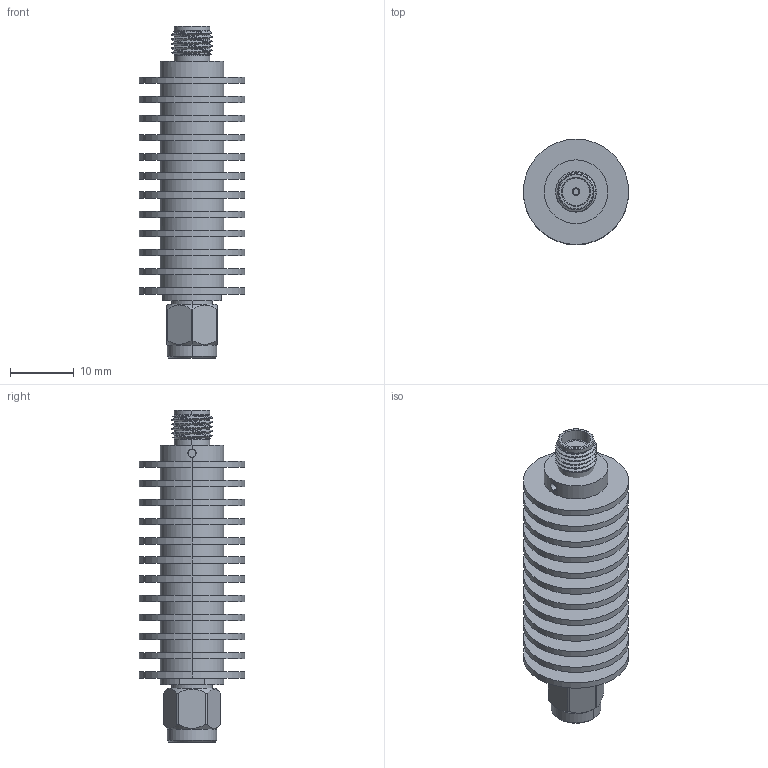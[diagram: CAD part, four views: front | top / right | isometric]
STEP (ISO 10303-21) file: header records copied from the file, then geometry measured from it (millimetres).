
FILE_DESCRIPTION (( 'STEP AP214' ), '1' );
FILE_NAME ('FMAT7486-3_3D.step', '2024-01-26T19:22:44', ( '' ), ( '' ), 'SwSTEP 2.0', 'SolidWorks 2022', '' );
FILE_SCHEMA (( 'AUTOMOTIVE_DESIGN' ));
Length unit declared in the file: inch
Products named in the file (5): FMAT7486-3_3D; Copy (2) of ^FMAT7486-3; Copy of FMAT7486_MA1_Center Rod^FMAT7486-3; Copy (4) of ^FMAT7486-3; Copy (3) of ^FMAT7486-3
Assembly tree (15 placements, depth 2):
  FMAT7486-3_3D
    Copy (4) of ^FMAT7486-3
    Copy (3) of ^FMAT7486-3
    Copy (2) of ^FMAT7486-3  x12
    Copy of FMAT7486_MA1_Center Rod^FMAT7486-3
Bounding box: 16.5 x 16.5 x 52 mm (x, y, z)
Volume: 5352 mm3; surface area: 7100.4 mm2
Topology: 18 solids, 18 shells, 356 faces, 852 edges, 550 vertices
Faces by surface type: cylinder 171, plane 132, cone 43, bspline 6, torus 4
Entity records: 12121 total; most frequent: CARTESIAN_POINT 4950, DIRECTION 1456, ORIENTED_EDGE 1440, EDGE_CURVE 720, AXIS2_PLACEMENT_3D 550, VERTEX_POINT 462, VECTOR 356, LINE 356
